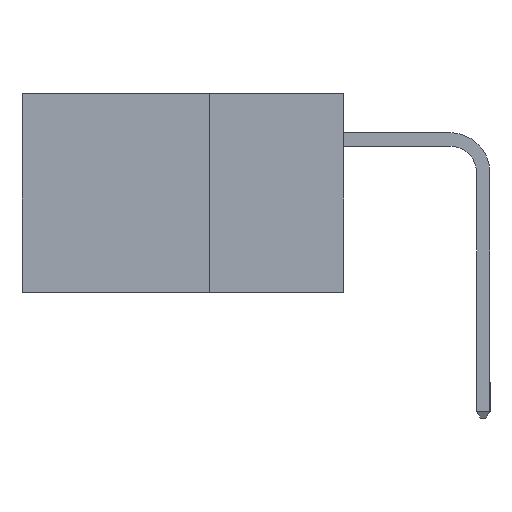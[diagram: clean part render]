
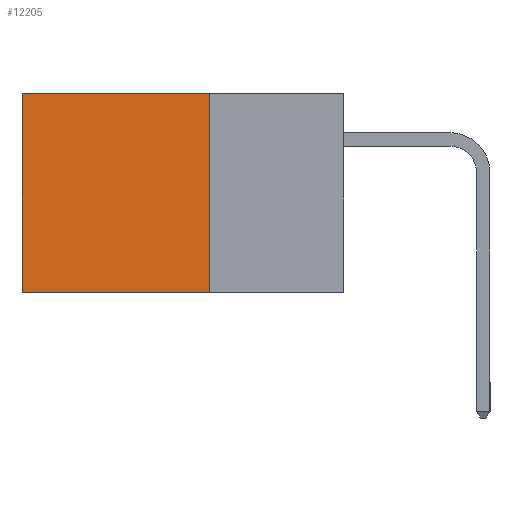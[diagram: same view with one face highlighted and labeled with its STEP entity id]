
A CAD part, left-side view. The second image highlights one B-rep face of the part: STEP entity #12205.
In plain terms, the highlighted planar face has unit normal (-1, 0, 0).
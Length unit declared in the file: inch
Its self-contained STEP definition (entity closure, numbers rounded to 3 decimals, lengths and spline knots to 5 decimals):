
#401 = VERTEX_POINT ( 'NONE', #9670 ) ;
#701 = DIRECTION ( 'NONE',  ( 0., 1., 0. ) ) ;
#867 = VERTEX_POINT ( 'NONE', #1201 ) ;
#1089 = DIRECTION ( 'NONE',  ( 0., 0., -1. ) ) ;
#1142 = EDGE_LOOP ( 'NONE', ( #2601, #7761, #2908, #9208 ) ) ;
#1201 = CARTESIAN_POINT ( 'NONE',  ( 0.298, 0.25, -0.37 ) ) ;
#1581 = CARTESIAN_POINT ( 'NONE',  ( 0.298, 0.6, 0. ) ) ;
#2008 = CARTESIAN_POINT ( 'NONE',  ( 0.298, 0.25, 0. ) ) ;
#2601 = ORIENTED_EDGE ( 'NONE', *, *, #11465, .T. ) ;
#2868 = LINE ( 'NONE', #8680, #8000 ) ;
#2893 = DIRECTION ( 'NONE',  ( 0., 0., -1. ) ) ;
#2908 = ORIENTED_EDGE ( 'NONE', *, *, #5370, .F. ) ;
#3210 = VERTEX_POINT ( 'NONE', #4904 ) ;
#4087 = DIRECTION ( 'NONE',  ( 0., 1., 0. ) ) ;
#4904 = CARTESIAN_POINT ( 'NONE',  ( 0.298, 0.25, 0. ) ) ;
#4952 = VECTOR ( 'NONE', #701, 39.37008 ) ;
#5045 = EDGE_CURVE ( 'NONE', #867, #401, #12189, .T. ) ;
#5071 = DIRECTION ( 'NONE',  ( 0., 0., -1. ) ) ;
#5219 = LINE ( 'NONE', #7907, #9876 ) ;
#5370 = EDGE_CURVE ( 'NONE', #3210, #867, #11545, .T. ) ;
#6456 = VECTOR ( 'NONE', #1089, 39.37008 ) ;
#6638 = EDGE_CURVE ( 'NONE', #3210, #10619, #5219, .T. ) ;
#7151 = FACE_OUTER_BOUND ( 'NONE', #1142, .T. ) ;
#7761 = ORIENTED_EDGE ( 'NONE', *, *, #5045, .F. ) ;
#7907 = CARTESIAN_POINT ( 'NONE',  ( 0.298, 0.25, 0. ) ) ;
#8000 = VECTOR ( 'NONE', #2893, 39.37008 ) ;
#8680 = CARTESIAN_POINT ( 'NONE',  ( 0.298, 0.6, 0. ) ) ;
#8850 = CARTESIAN_POINT ( 'NONE',  ( 0.298, 0.25, 0. ) ) ;
#9208 = ORIENTED_EDGE ( 'NONE', *, *, #6638, .T. ) ;
#9670 = CARTESIAN_POINT ( 'NONE',  ( 0.298, 0.6, -0.37 ) ) ;
#9729 = PLANE ( 'NONE',  #9916 ) ;
#9876 = VECTOR ( 'NONE', #4087, 39.37008 ) ;
#9916 = AXIS2_PLACEMENT_3D ( 'NONE', #2008, #10616, #5071 ) ;
#10616 = DIRECTION ( 'NONE',  ( 1., 0., 0. ) ) ;
#10619 = VERTEX_POINT ( 'NONE', #1581 ) ;
#11309 = CARTESIAN_POINT ( 'NONE',  ( 0.298, 0.25, -0.37 ) ) ;
#11465 = EDGE_CURVE ( 'NONE', #10619, #401, #2868, .T. ) ;
#11545 = LINE ( 'NONE', #8850, #6456 ) ;
#12189 = LINE ( 'NONE', #11309, #4952 ) ;
#12205 = ADVANCED_FACE ( 'NONE', ( #7151 ), #9729, .F. ) ;
